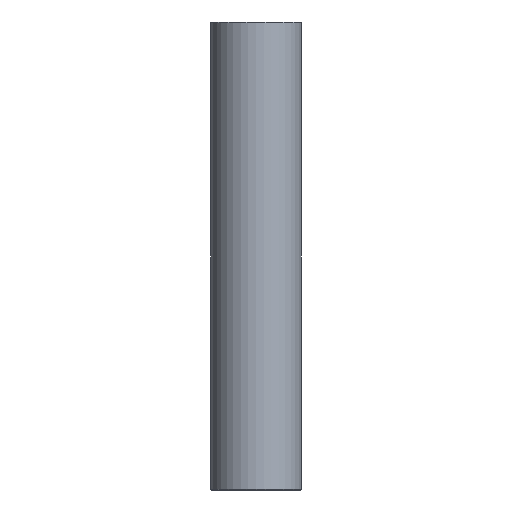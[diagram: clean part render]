
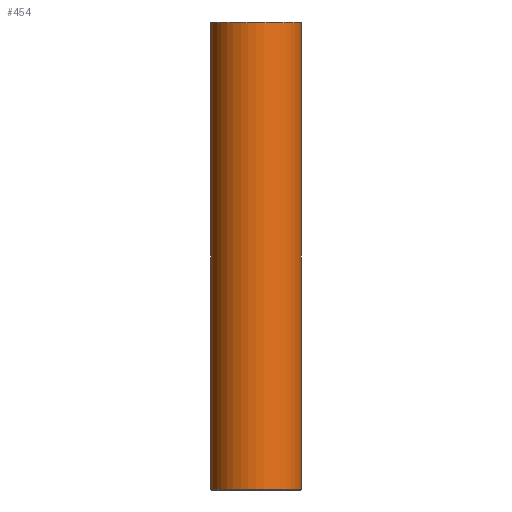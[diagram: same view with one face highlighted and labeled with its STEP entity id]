
A CAD part, front view. The second image highlights one B-rep face of the part: STEP entity #454.
In plain terms, the highlighted cylindrical face has radius 24 mm (diameter 48 mm), a partial arc.
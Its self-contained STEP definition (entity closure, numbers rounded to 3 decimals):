
#108 = ORIENTED_EDGE ( 'NONE', *, *, #188, .T. ) ;
#188 = EDGE_CURVE ( 'NONE', #588, #616, #1195, .T. ) ;
#454 = ADVANCED_FACE ( 'NONE', ( #1503 ), #1597, .T. ) ;
#456 = ORIENTED_EDGE ( 'NONE', *, *, #703, .F. ) ;
#465 = ORIENTED_EDGE ( 'NONE', *, *, #600, .T. ) ;
#466 = ORIENTED_EDGE ( 'NONE', *, *, #697, .T. ) ;
#467 = EDGE_LOOP ( 'NONE', ( #456, #465, #466, #108 ) ) ;
#526 = VERTEX_POINT ( 'NONE', #1801 ) ;
#572 = VERTEX_POINT ( 'NONE', #1815 ) ;
#588 = VERTEX_POINT ( 'NONE', #1809 ) ;
#600 = EDGE_CURVE ( 'NONE', #526, #572, #1774, .T. ) ;
#616 = VERTEX_POINT ( 'NONE', #1890 ) ;
#697 = EDGE_CURVE ( 'NONE', #572, #588, #2122, .T. ) ;
#703 = EDGE_CURVE ( 'NONE', #526, #616, #2140, .T. ) ;
#1193 = DIRECTION ( 'NONE',  ( 1., 0., 0. ) ) ;
#1195 = CIRCLE ( 'NONE', #1230, 24. ) ;
#1230 = AXIS2_PLACEMENT_3D ( 'NONE', #1301, #1231, #1193 ) ;
#1231 = DIRECTION ( 'NONE',  ( 0., 0., -1. ) ) ;
#1301 = CARTESIAN_POINT ( 'NONE',  ( 0., 0., -0.5 ) ) ;
#1495 = AXIS2_PLACEMENT_3D ( 'NONE', #1502, #1603, #1600 ) ;
#1502 = CARTESIAN_POINT ( 'NONE',  ( 0., 0., -248. ) ) ;
#1503 = FACE_OUTER_BOUND ( 'NONE', #467, .T. ) ;
#1597 = CYLINDRICAL_SURFACE ( 'NONE', #1495, 24. ) ;
#1600 = DIRECTION ( 'NONE',  ( 1., 0., 0. ) ) ;
#1603 = DIRECTION ( 'NONE',  ( 0., 0., 1. ) ) ;
#1774 = CIRCLE ( 'NONE', #1898, 24. ) ;
#1801 = CARTESIAN_POINT ( 'NONE',  ( -24., 0., -247.5 ) ) ;
#1809 = CARTESIAN_POINT ( 'NONE',  ( 24., 0., -0.5 ) ) ;
#1815 = CARTESIAN_POINT ( 'NONE',  ( 24., 0., -247.5 ) ) ;
#1890 = CARTESIAN_POINT ( 'NONE',  ( -24., 0., -0.5 ) ) ;
#1895 = DIRECTION ( 'NONE',  ( 1., 0., 0. ) ) ;
#1896 = DIRECTION ( 'NONE',  ( 0., 0., 1. ) ) ;
#1898 = AXIS2_PLACEMENT_3D ( 'NONE', #1901, #1896, #1895 ) ;
#1901 = CARTESIAN_POINT ( 'NONE',  ( 0., 0., -247.5 ) ) ;
#2114 = CARTESIAN_POINT ( 'NONE',  ( -24., 0., -248. ) ) ;
#2117 = DIRECTION ( 'NONE',  ( 0., 0., 1. ) ) ;
#2118 = VECTOR ( 'NONE', #2117, 1000. ) ;
#2119 = DIRECTION ( 'NONE',  ( 0., 0., 1. ) ) ;
#2120 = VECTOR ( 'NONE', #2119, 1000. ) ;
#2121 = CARTESIAN_POINT ( 'NONE',  ( 24., 0., -248. ) ) ;
#2122 = LINE ( 'NONE', #2121, #2120 ) ;
#2140 = LINE ( 'NONE', #2114, #2118 ) ;
